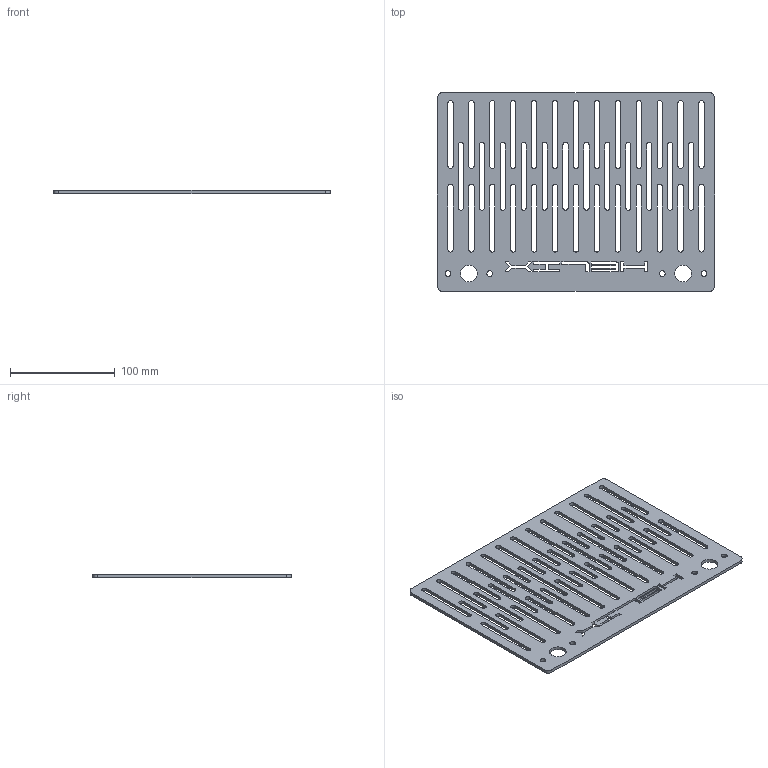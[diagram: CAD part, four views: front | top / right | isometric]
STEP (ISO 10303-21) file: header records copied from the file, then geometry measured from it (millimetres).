
FILE_DESCRIPTION(/* description */ (''),/* implementation_level */ '2;1');
FILE_NAME(/* name */ 'Build Plate.stp',/* time_stamp */ '2020-12-01T17:14:39+06:00',/* author */ ('Vijay'),/* organization */ (''),/* preprocessor_version */ 'ST-DEVELOPER v17',/* originating_system */ 'Autodesk Inventor 2019',/* authorisation */ '');
FILE_SCHEMA (('AUTOMOTIVE_DESIGN { 1 0 10303 214 3 1 1 }'));
Length unit declared in the file: millimetre
Products named in the file (1): Build Plate
Bounding box: 265 x 190 x 3 mm (x, y, z)
Volume: 111213.5 mm3; surface area: 94360.1 mm2
Topology: 1 solids, 1 shells, 230 faces, 684 edges, 456 vertices
Faces by surface type: plane 138, cylinder 86, bspline 6
Full cylindrical faces by diameter (mm): 5.5 x4, 16 x2
Entity records: 7991 total; most frequent: CARTESIAN_POINT 1449, ORIENTED_EDGE 1368, DIRECTION 1294, EDGE_CURVE 684, LINE 500, VECTOR 500, VERTEX_POINT 456, AXIS2_PLACEMENT_3D 397
